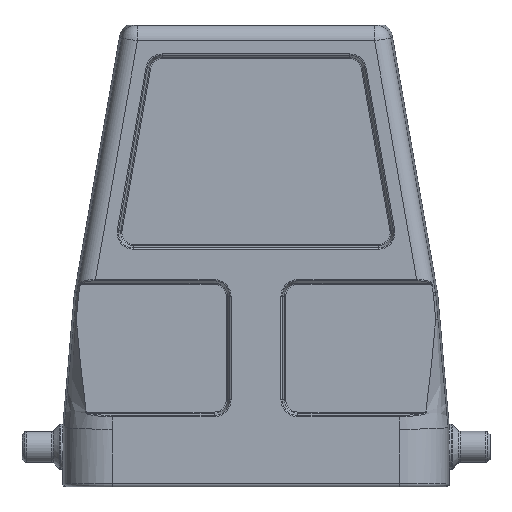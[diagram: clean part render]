
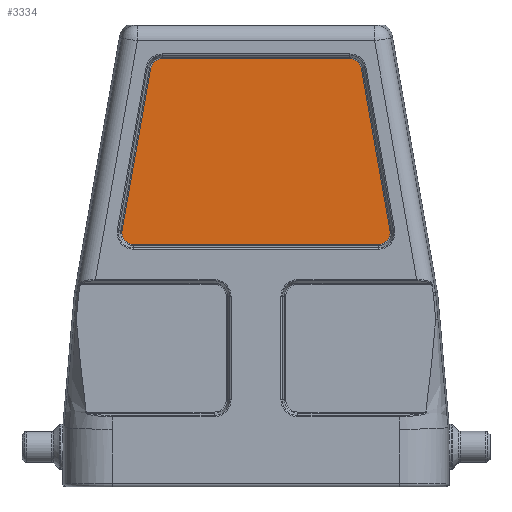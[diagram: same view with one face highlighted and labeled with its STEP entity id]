
A CAD part, front view. The second image highlights one B-rep face of the part: STEP entity #3334.
In plain terms, the highlighted planar face has unit normal (0, -1, 0).
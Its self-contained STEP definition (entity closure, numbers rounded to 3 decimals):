
#2954=CIRCLE('',#10454,1.805);
#2955=CIRCLE('',#10455,1.805);
#2956=CIRCLE('',#10456,1.805);
#2957=CIRCLE('',#10457,1.805);
#3334=ADVANCED_FACE('',(#3921),#3759,.T.);
#3759=PLANE('',#10458);
#3921=FACE_OUTER_BOUND('',#4338,.T.);
#4338=EDGE_LOOP('',(#6035,#6036,#6037,#6038,#6039,#6040,#6041,#6042));
#4931=LINE('',#15140,#5426);
#4932=LINE('',#15145,#5427);
#4933=LINE('',#15149,#5428);
#4934=LINE('',#15153,#5429);
#5426=VECTOR('',#11449,1.);
#5427=VECTOR('',#11452,1.);
#5428=VECTOR('',#11455,1.);
#5429=VECTOR('',#11458,1.);
#6035=ORIENTED_EDGE('',*,*,#8669,.T.);
#6036=ORIENTED_EDGE('',*,*,#8670,.T.);
#6037=ORIENTED_EDGE('',*,*,#8671,.T.);
#6038=ORIENTED_EDGE('',*,*,#8672,.T.);
#6039=ORIENTED_EDGE('',*,*,#8673,.T.);
#6040=ORIENTED_EDGE('',*,*,#8674,.T.);
#6041=ORIENTED_EDGE('',*,*,#8675,.T.);
#6042=ORIENTED_EDGE('',*,*,#8676,.T.);
#8017=VERTEX_POINT('',#15141);
#8018=VERTEX_POINT('',#15142);
#8019=VERTEX_POINT('',#15144);
#8020=VERTEX_POINT('',#15146);
#8021=VERTEX_POINT('',#15148);
#8022=VERTEX_POINT('',#15150);
#8023=VERTEX_POINT('',#15152);
#8024=VERTEX_POINT('',#15154);
#8669=EDGE_CURVE('',#8017,#8018,#4931,.T.);
#8670=EDGE_CURVE('',#8018,#8019,#2954,.T.);
#8671=EDGE_CURVE('',#8019,#8020,#4932,.T.);
#8672=EDGE_CURVE('',#8020,#8021,#2955,.T.);
#8673=EDGE_CURVE('',#8021,#8022,#4933,.T.);
#8674=EDGE_CURVE('',#8022,#8023,#2956,.T.);
#8675=EDGE_CURVE('',#8023,#8024,#4934,.T.);
#8676=EDGE_CURVE('',#8024,#8017,#2957,.T.);
#10454=AXIS2_PLACEMENT_3D('',#15143,#11450,#11451);
#10455=AXIS2_PLACEMENT_3D('',#15147,#11453,#11454);
#10456=AXIS2_PLACEMENT_3D('',#15151,#11456,#11457);
#10457=AXIS2_PLACEMENT_3D('',#15155,#11459,#11460);
#10458=AXIS2_PLACEMENT_3D('',#15156,#11461,#11462);
#11449=DIRECTION('',(1.,0.,0.));
#11450=DIRECTION('',(0.,-1.,0.));
#11451=DIRECTION('',(0.,0.,-1.));
#11452=DIRECTION('',(-0.174,0.,0.985));
#11453=DIRECTION('',(0.,-1.,0.));
#11454=DIRECTION('',(0.,0.,-1.));
#11455=DIRECTION('',(-1.,0.,0.));
#11456=DIRECTION('',(0.,-1.,0.));
#11457=DIRECTION('',(0.,0.,-1.));
#11458=DIRECTION('',(-0.174,0.,-0.985));
#11459=DIRECTION('',(0.,-1.,0.));
#11460=DIRECTION('',(0.,0.,-1.));
#11461=DIRECTION('',(0.,-1.,0.));
#11462=DIRECTION('',(0.,0.,1.));
#15140=CARTESIAN_POINT('',(19.004,-20.25,28.445));
#15141=CARTESIAN_POINT('',(-19.004,-20.25,28.445));
#15142=CARTESIAN_POINT('',(19.004,-20.25,28.445));
#15143=CARTESIAN_POINT('',(19.004,-20.25,30.25));
#15144=CARTESIAN_POINT('',(20.782,-20.25,30.563));
#15145=CARTESIAN_POINT('',(16.338,-20.25,55.763));
#15146=CARTESIAN_POINT('',(16.338,-20.25,55.763));
#15147=CARTESIAN_POINT('',(14.561,-20.25,55.45));
#15148=CARTESIAN_POINT('',(14.561,-20.25,57.255));
#15149=CARTESIAN_POINT('',(-14.561,-20.25,57.255));
#15150=CARTESIAN_POINT('',(-14.561,-20.25,57.255));
#15151=CARTESIAN_POINT('',(-14.561,-20.25,55.45));
#15152=CARTESIAN_POINT('',(-16.338,-20.25,55.763));
#15153=CARTESIAN_POINT('',(-20.782,-20.25,30.563));
#15154=CARTESIAN_POINT('',(-20.782,-20.25,30.563));
#15155=CARTESIAN_POINT('',(-19.004,-20.25,30.25));
#15156=CARTESIAN_POINT('',(-19.004,-20.25,30.25));
